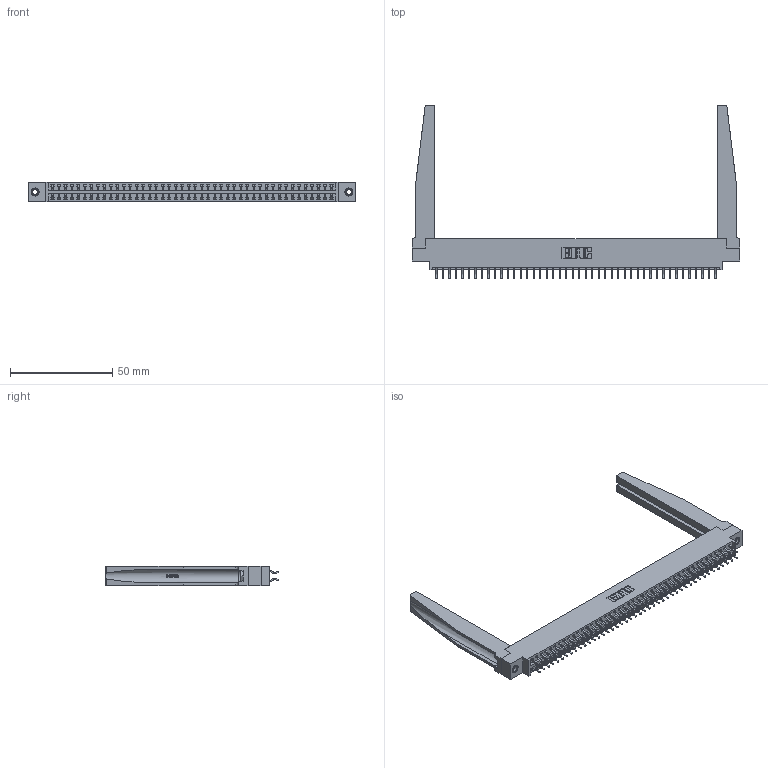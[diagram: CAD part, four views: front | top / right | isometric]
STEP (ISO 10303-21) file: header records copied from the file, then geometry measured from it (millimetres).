
FILE_DESCRIPTION (( 'STEP AP203' ), '1' );
FILE_NAME ('396-088-556-878.STEP', '2019-11-02T15:18:20', ( '' ), ( '' ), 'SwSTEP 2.0', 'SolidWorks 2016', '' );
FILE_SCHEMA (( 'CONFIG_CONTROL_DESIGN' ));
Length unit declared in the file: inch
Products named in the file (5): 396-088-556-878; 346 Part_0.170 Offset - 0.156 Dia-TH; 345-292-001_556 Tail; 346-220-078_345-220-078; 345-250-001_345-250-001-102
Assembly tree (93 placements, depth 2):
  396-088-556-878
    346 Part_0.170 Offset - 0.156 Dia-TH
    345-292-001_556 Tail  x88
    346-220-078_345-220-078  x2
    345-250-001_345-250-001-102  x2
Bounding box: 160.27 x 84.84 x 9.4 mm (x, y, z)
Volume: 22395 mm3; surface area: 27953.6 mm2
Topology: 93 solids, 93 shells, 5464 faces, 16173 edges, 10654 vertices
Faces by surface type: plane 3654, cylinder 1758, bspline 36, cone 12, torus 4
Entity records: 33546 total; most frequent: CARTESIAN_POINT 6479, ORIENTED_EDGE 5290, DIRECTION 4735, EDGE_CURVE 2645, LINE 2235, VECTOR 2235, VERTEX_POINT 1756, AXIS2_PLACEMENT_3D 1250
